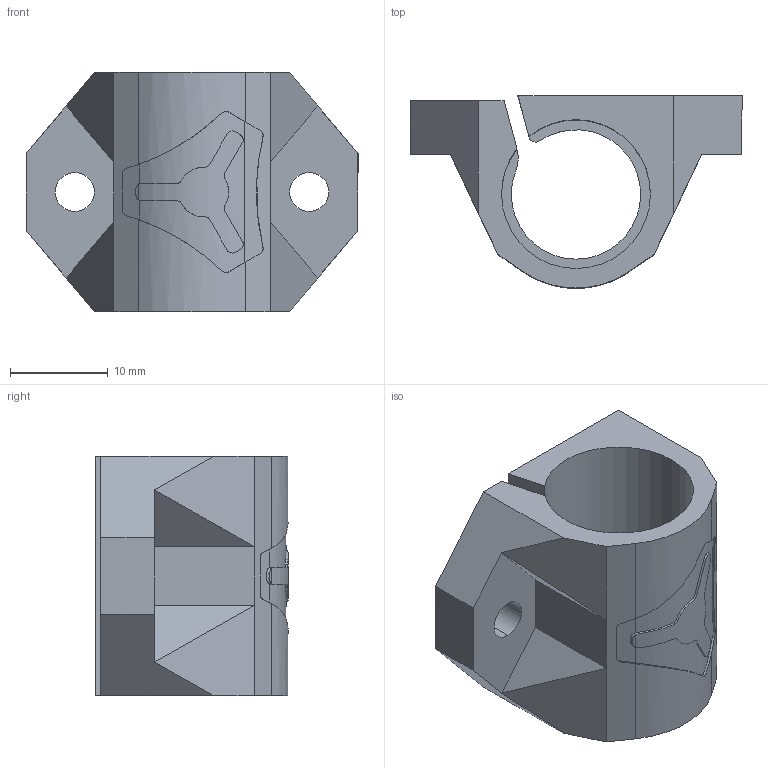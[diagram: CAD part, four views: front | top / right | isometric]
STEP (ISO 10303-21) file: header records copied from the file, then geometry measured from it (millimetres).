
FILE_DESCRIPTION (( 'STEP AP203' ), '1' );
FILE_NAME ('Y Bed Bearing Blocks.STEP', '2019-10-13T00:05:33', ( '' ), ( '' ), 'SwSTEP 2.0', 'SolidWorks 2018', '' );
FILE_SCHEMA (( 'CONFIG_CONTROL_DESIGN' ));
Length unit declared in the file: millimetre
Products named in the file (1): Y Bed Bearing Blocks
Bounding box: 34 x 19.7 x 24.5 mm (x, y, z)
Volume: 4996.8 mm3; surface area: 4139.9 mm2
Topology: 1 solids, 1 shells, 86 faces, 242 edges, 158 vertices
Faces by surface type: cylinder 44, plane 42
Entity records: 3015 total; most frequent: CARTESIAN_POINT 875, ORIENTED_EDGE 484, DIRECTION 366, EDGE_CURVE 242, VERTEX_POINT 158, VECTOR 132, LINE 132, AXIS2_PLACEMENT_3D 117
